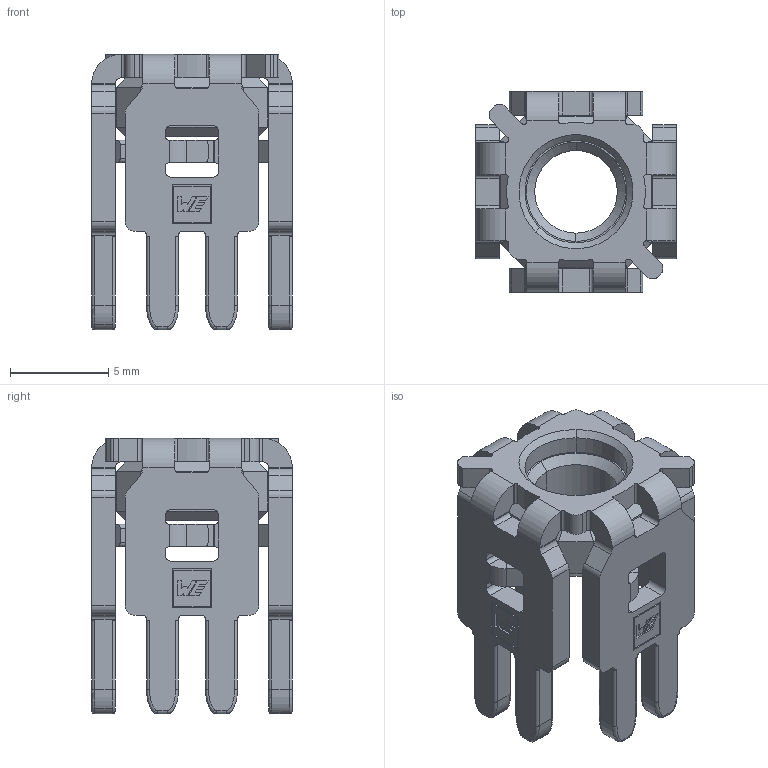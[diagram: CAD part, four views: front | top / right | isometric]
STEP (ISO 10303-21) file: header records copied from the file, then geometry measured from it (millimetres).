
FILE_DESCRIPTION (( 'STEP AP214' ), '1' );
FILE_NAME ('S900552.STEP', '2022-10-11T09:55:23', ( '' ), ( '' ), 'SwSTEP 2.0', 'SolidWorks 2018', '' );
FILE_SCHEMA (( 'AUTOMOTIVE_DESIGN' ));
Length unit declared in the file: millimetre
Products named in the file (1): S900552
Bounding box: 10.2 x 10.2 x 14 mm (x, y, z)
Volume: 464.3 mm3; surface area: 1061.7 mm2
Topology: 1 solids, 1 shells, 634 faces, 1732 edges, 1110 vertices
Faces by surface type: plane 382, cylinder 182, bspline 64, cone 6
Entity records: 30930 total; most frequent: CARTESIAN_POINT 8133, ORIENTED_EDGE 3464, DIRECTION 3092, EDGE_CURVE 1732, VECTOR 1210, LINE 1210, VERTEX_POINT 1110, AXIS2_PLACEMENT_3D 941
